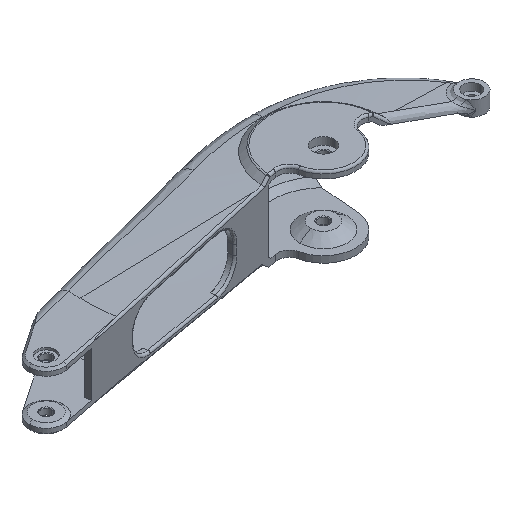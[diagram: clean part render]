
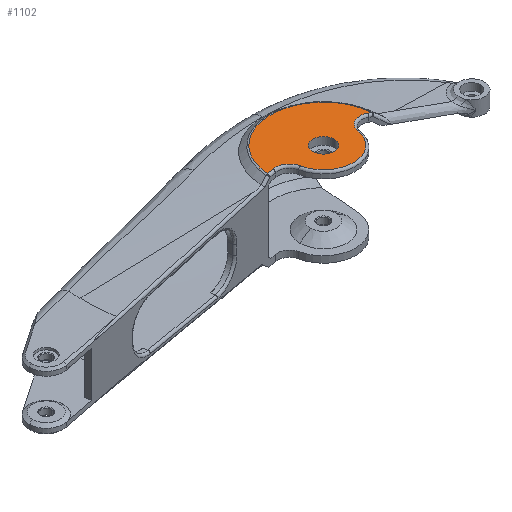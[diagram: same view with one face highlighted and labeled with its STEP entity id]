
A CAD part, isometric view. The second image highlights one B-rep face of the part: STEP entity #1102.
In plain terms, the highlighted planar face has unit normal (0, 0, 1).
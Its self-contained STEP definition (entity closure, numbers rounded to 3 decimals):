
#127 = EDGE_CURVE ( 'NONE', #1772, #1836, #3685, .T. ) ;
#128 = FACE_BOUND ( 'NONE', #7461, .T. ) ;
#200 = DIRECTION ( 'NONE',  ( 1., 0., 0. ) ) ;
#294 = CIRCLE ( 'NONE', #8072, 6.626 ) ;
#415 = EDGE_CURVE ( 'NONE', #2006, #6633, #6177, .T. ) ;
#437 = EDGE_CURVE ( 'NONE', #3608, #1772, #2234, .T. ) ;
#469 = CARTESIAN_POINT ( 'NONE',  ( -5., 0., 18.5 ) ) ;
#656 = AXIS2_PLACEMENT_3D ( 'NONE', #4024, #1860, #1287 ) ;
#716 = DIRECTION ( 'NONE',  ( 0., 0., -1. ) ) ;
#799 = DIRECTION ( 'NONE',  ( 0., 0., -1. ) ) ;
#853 = ORIENTED_EDGE ( 'NONE', *, *, #7159, .F. ) ;
#954 = AXIS2_PLACEMENT_3D ( 'NONE', #2413, #4317, #200 ) ;
#1102 = ADVANCED_FACE ( 'NONE', ( #128, #4911 ), #2071, .F. ) ;
#1140 = DIRECTION ( 'NONE',  ( 0., 0., 1. ) ) ;
#1287 = DIRECTION ( 'NONE',  ( -1., 0., 0. ) ) ;
#1407 = EDGE_CURVE ( 'NONE', #7801, #8523, #7386, .T. ) ;
#1418 = CARTESIAN_POINT ( 'NONE',  ( 0., 0., 18.5 ) ) ;
#1576 = ORIENTED_EDGE ( 'NONE', *, *, #5878, .T. ) ;
#1600 = ORIENTED_EDGE ( 'NONE', *, *, #127, .T. ) ;
#1682 = DIRECTION ( 'NONE',  ( -1., 0., 0. ) ) ;
#1772 = VERTEX_POINT ( 'NONE', #7022 ) ;
#1836 = VERTEX_POINT ( 'NONE', #2931 ) ;
#1860 = DIRECTION ( 'NONE',  ( 0., 0., 1. ) ) ;
#1861 = VERTEX_POINT ( 'NONE', #3869 ) ;
#2006 = VERTEX_POINT ( 'NONE', #4709 ) ;
#2071 = PLANE ( 'NONE',  #4227 ) ;
#2234 = LINE ( 'NONE', #7033, #8463 ) ;
#2413 = CARTESIAN_POINT ( 'NONE',  ( 0., 0., 18.5 ) ) ;
#2427 = EDGE_LOOP ( 'NONE', ( #7606, #3331, #1600, #1576, #2727, #5408 ) ) ;
#2727 = ORIENTED_EDGE ( 'NONE', *, *, #7767, .T. ) ;
#2931 = CARTESIAN_POINT ( 'NONE',  ( -13.688, -2.937, 18.5 ) ) ;
#3331 = ORIENTED_EDGE ( 'NONE', *, *, #437, .T. ) ;
#3530 = EDGE_CURVE ( 'NONE', #8523, #3608, #4256, .T. ) ;
#3608 = VERTEX_POINT ( 'NONE', #6112 ) ;
#3685 = CIRCLE ( 'NONE', #7940, 6.63 ) ;
#3794 = DIRECTION ( 'NONE',  ( 1., 0., 0. ) ) ;
#3846 = CARTESIAN_POINT ( 'NONE',  ( 51.895, -11.872, 18.5 ) ) ;
#3869 = CARTESIAN_POINT ( 'NONE',  ( 13.822, -2.227, 18.5 ) ) ;
#4024 = CARTESIAN_POINT ( 'NONE',  ( 0., 0., 18.5 ) ) ;
#4227 = AXIS2_PLACEMENT_3D ( 'NONE', #6865, #799, #8193 ) ;
#4256 = CIRCLE ( 'NONE', #5972, 24.636 ) ;
#4317 = DIRECTION ( 'NONE',  ( 0., 0., 1. ) ) ;
#4424 = DIRECTION ( 'NONE',  ( 0., 0., -1. ) ) ;
#4709 = CARTESIAN_POINT ( 'NONE',  ( 5., 0., 18.5 ) ) ;
#4911 = FACE_OUTER_BOUND ( 'NONE', #2427, .T. ) ;
#5080 = DIRECTION ( 'NONE',  ( 0.981, 0.194, 0. ) ) ;
#5118 = CARTESIAN_POINT ( 'NONE',  ( 24.553, 2.021, 18.5 ) ) ;
#5408 = ORIENTED_EDGE ( 'NONE', *, *, #1407, .T. ) ;
#5539 = CARTESIAN_POINT ( 'NONE',  ( 23.364, 2.625, 18.5 ) ) ;
#5623 = ORIENTED_EDGE ( 'NONE', *, *, #415, .F. ) ;
#5878 = EDGE_CURVE ( 'NONE', #1836, #1861, #6169, .T. ) ;
#5889 = DIRECTION ( 'NONE',  ( 0.892, -0.453, 0. ) ) ;
#5972 = AXIS2_PLACEMENT_3D ( 'NONE', #1418, #8412, #6914 ) ;
#6057 = VECTOR ( 'NONE', #5889, 1000. ) ;
#6112 = CARTESIAN_POINT ( 'NONE',  ( -24.587, 1.556, 18.5 ) ) ;
#6169 = CIRCLE ( 'NONE', #656, 14. ) ;
#6177 = CIRCLE ( 'NONE', #954, 5. ) ;
#6240 = CARTESIAN_POINT ( 'NONE',  ( 20.363, -3.282, 18.5 ) ) ;
#6589 = CARTESIAN_POINT ( 'NONE',  ( 0., 0., 18.5 ) ) ;
#6633 = VERTEX_POINT ( 'NONE', #469 ) ;
#6688 = AXIS2_PLACEMENT_3D ( 'NONE', #6589, #1140, #3794 ) ;
#6865 = CARTESIAN_POINT ( 'NONE',  ( 0., -114., 18.5 ) ) ;
#6914 = DIRECTION ( 'NONE',  ( -1., 0., 0. ) ) ;
#6996 = CARTESIAN_POINT ( 'NONE',  ( -20.171, -4.328, 18.5 ) ) ;
#7022 = CARTESIAN_POINT ( 'NONE',  ( -21.459, 2.175, 18.5 ) ) ;
#7033 = CARTESIAN_POINT ( 'NONE',  ( -22.948, 1.88, 18.5 ) ) ;
#7159 = EDGE_CURVE ( 'NONE', #6633, #2006, #7679, .T. ) ;
#7386 = LINE ( 'NONE', #3846, #6057 ) ;
#7461 = EDGE_LOOP ( 'NONE', ( #5623, #853 ) ) ;
#7482 = DIRECTION ( 'NONE',  ( -1., 0., 0. ) ) ;
#7606 = ORIENTED_EDGE ( 'NONE', *, *, #3530, .T. ) ;
#7679 = CIRCLE ( 'NONE', #6688, 5. ) ;
#7767 = EDGE_CURVE ( 'NONE', #1861, #7801, #294, .T. ) ;
#7801 = VERTEX_POINT ( 'NONE', #5539 ) ;
#7940 = AXIS2_PLACEMENT_3D ( 'NONE', #6996, #4424, #1682 ) ;
#8072 = AXIS2_PLACEMENT_3D ( 'NONE', #6240, #716, #7482 ) ;
#8193 = DIRECTION ( 'NONE',  ( -1., 0., 0. ) ) ;
#8412 = DIRECTION ( 'NONE',  ( 0., 0., 1. ) ) ;
#8463 = VECTOR ( 'NONE', #5080, 1000. ) ;
#8523 = VERTEX_POINT ( 'NONE', #5118 ) ;
